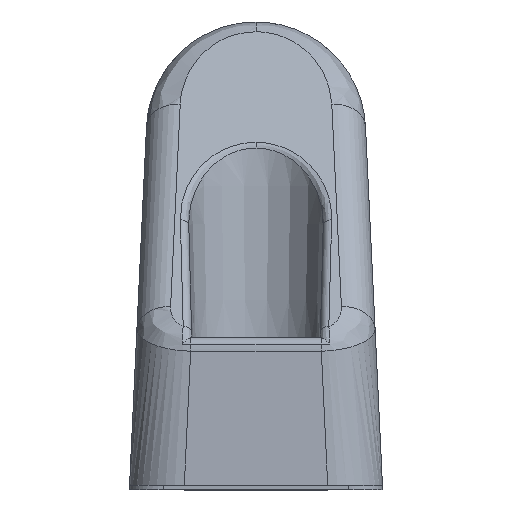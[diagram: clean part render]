
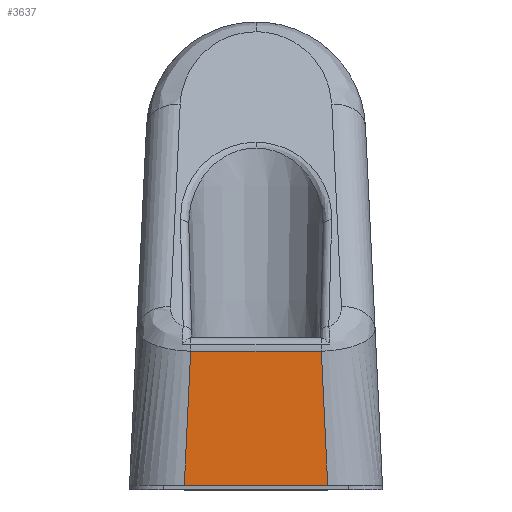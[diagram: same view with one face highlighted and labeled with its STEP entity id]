
A CAD part, top view. The second image highlights one B-rep face of the part: STEP entity #3637.
In plain terms, the highlighted planar face has unit normal (0, 0.018, 1).
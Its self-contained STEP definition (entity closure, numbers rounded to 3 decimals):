
#303 = CARTESIAN_POINT ( 'NONE',  ( 7.749, -26.116, 164.723 ) ) ;
#773 = CARTESIAN_POINT ( 'NONE',  ( -6.877, -7.676, 164.401 ) ) ;
#927 = DIRECTION ( 'NONE',  ( 0., -0.017, -1. ) ) ;
#977 = ORIENTED_EDGE ( 'NONE', *, *, #2211, .T. ) ;
#982 = DIRECTION ( 'NONE',  ( -1., 0., 0. ) ) ;
#1000 = VECTOR ( 'NONE', #2914, 1000. ) ;
#1131 = CARTESIAN_POINT ( 'NONE',  ( -15., -42., 165. ) ) ;
#1184 = LINE ( 'NONE', #4274, #1000 ) ;
#1353 = DIRECTION ( 'NONE',  ( 0., 1., -0.017 ) ) ;
#1381 = FACE_OUTER_BOUND ( 'NONE', #2904, .T. ) ;
#1523 = EDGE_CURVE ( 'NONE', #3515, #3097, #5391, .T. ) ;
#1527 = CARTESIAN_POINT ( 'NONE',  ( -7.749, -26.116, 164.723 ) ) ;
#1583 = EDGE_CURVE ( 'NONE', #3097, #1677, #3696, .T. ) ;
#1677 = VERTEX_POINT ( 'NONE', #2467 ) ;
#2027 = AXIS2_PLACEMENT_3D ( 'NONE', #2597, #927, #1353 ) ;
#2211 = EDGE_CURVE ( 'NONE', #1677, #2292, #4138, .T. ) ;
#2292 = VERTEX_POINT ( 'NONE', #4643 ) ;
#2467 = CARTESIAN_POINT ( 'NONE',  ( -8.5, -42., 165. ) ) ;
#2597 = CARTESIAN_POINT ( 'NONE',  ( -31., -42., 165. ) ) ;
#2859 = DIRECTION ( 'NONE',  ( 1., 0., 0. ) ) ;
#2904 = EDGE_LOOP ( 'NONE', ( #3400, #4689, #3614, #977 ) ) ;
#2914 = DIRECTION ( 'NONE',  ( 0.047, -0.999, 0.017 ) ) ;
#3049 = VECTOR ( 'NONE', #2859, 1000. ) ;
#3097 = VERTEX_POINT ( 'NONE', #1527 ) ;
#3217 = EDGE_CURVE ( 'NONE', #3515, #2292, #1184, .T. ) ;
#3400 = ORIENTED_EDGE ( 'NONE', *, *, #3217, .F. ) ;
#3515 = VERTEX_POINT ( 'NONE', #303 ) ;
#3614 = ORIENTED_EDGE ( 'NONE', *, *, #1583, .T. ) ;
#3637 = ADVANCED_FACE ( 'NONE', ( #1381 ), #4721, .F. ) ;
#3669 = CARTESIAN_POINT ( 'NONE',  ( -31., -26.116, 164.723 ) ) ;
#3696 = LINE ( 'NONE', #773, #5268 ) ;
#3824 = VECTOR ( 'NONE', #982, 1000. ) ;
#4138 = LINE ( 'NONE', #1131, #3049 ) ;
#4274 = CARTESIAN_POINT ( 'NONE',  ( 6.877, -7.676, 164.401 ) ) ;
#4643 = CARTESIAN_POINT ( 'NONE',  ( 8.5, -42., 165. ) ) ;
#4651 = DIRECTION ( 'NONE',  ( -0.047, -0.999, 0.017 ) ) ;
#4689 = ORIENTED_EDGE ( 'NONE', *, *, #1523, .T. ) ;
#4721 = PLANE ( 'NONE',  #2027 ) ;
#5268 = VECTOR ( 'NONE', #4651, 1000. ) ;
#5391 = LINE ( 'NONE', #3669, #3824 ) ;
